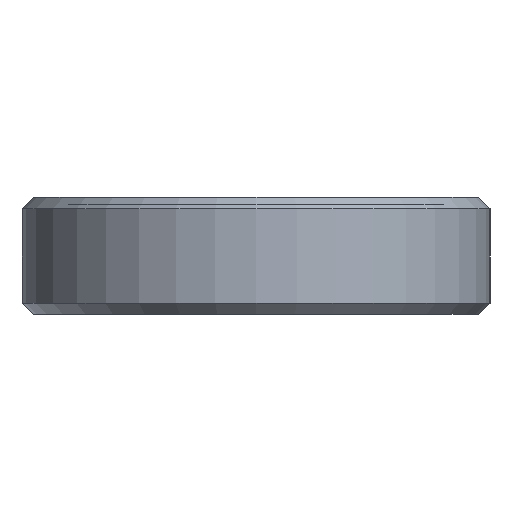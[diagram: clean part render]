
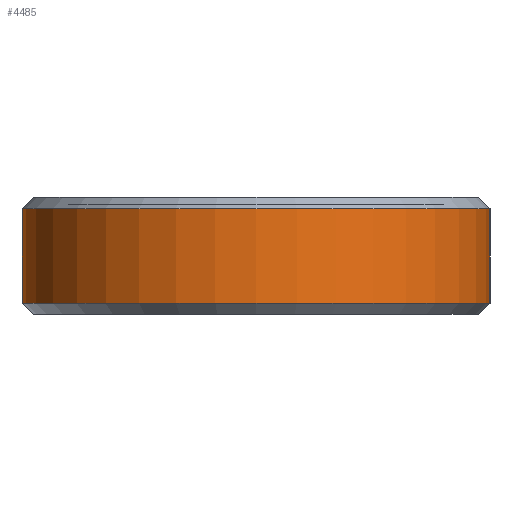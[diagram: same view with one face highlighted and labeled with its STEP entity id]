
A CAD part, left-side view. The second image highlights one B-rep face of the part: STEP entity #4485.
In plain terms, the highlighted cylindrical face has radius 6.25 mm (diameter 12.5 mm), a partial arc.
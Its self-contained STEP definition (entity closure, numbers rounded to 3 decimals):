
#45 = CONICAL_SURFACE('',#46,6.25,0.785);
#46 = AXIS2_PLACEMENT_3D('',#47,#48,#49);
#47 = CARTESIAN_POINT('',(0.,0.,0.3));
#48 = DIRECTION('',(0.,0.,1.));
#49 = DIRECTION('',(0.,1.,0.));
#1632 = VERTEX_POINT('',#1633);
#1633 = CARTESIAN_POINT('',(0.,6.25,0.3));
#1656 = VERTEX_POINT('',#1657);
#1657 = CARTESIAN_POINT('',(0.,-6.25,0.3));
#1678 = EDGE_CURVE('',#1632,#1656,#1679,.T.);
#1679 = SURFACE_CURVE('',#1680,(#1685,#1692),.PCURVE_S1.);
#1680 = CIRCLE('',#1681,6.25);
#1681 = AXIS2_PLACEMENT_3D('',#1682,#1683,#1684);
#1682 = CARTESIAN_POINT('',(0.,0.,0.3));
#1683 = DIRECTION('',(0.,0.,1.));
#1684 = DIRECTION('',(0.,1.,0.));
#1685 = PCURVE('',#45,#1686);
#1686 = DEFINITIONAL_REPRESENTATION('',(#1687),#1691);
#1687 = LINE('',#1688,#1689);
#1688 = CARTESIAN_POINT('',(0.,0.));
#1689 = VECTOR('',#1690,1.);
#1690 = DIRECTION('',(1.,0.));
#1691 = ( GEOMETRIC_REPRESENTATION_CONTEXT(2) 
PARAMETRIC_REPRESENTATION_CONTEXT() REPRESENTATION_CONTEXT('2D SPACE',''
  ) );
#1692 = PCURVE('',#1693,#1698);
#1693 = CYLINDRICAL_SURFACE('',#1694,6.25);
#1694 = AXIS2_PLACEMENT_3D('',#1695,#1696,#1697);
#1695 = CARTESIAN_POINT('',(0.,0.,0.));
#1696 = DIRECTION('',(-0.,-0.,-1.));
#1697 = DIRECTION('',(1.,0.,0.));
#1698 = DEFINITIONAL_REPRESENTATION('',(#1699),#1703);
#1699 = LINE('',#1700,#1701);
#1700 = CARTESIAN_POINT('',(-1.571,-0.3));
#1701 = VECTOR('',#1702,1.);
#1702 = DIRECTION('',(-1.,0.));
#1703 = ( GEOMETRIC_REPRESENTATION_CONTEXT(2) 
PARAMETRIC_REPRESENTATION_CONTEXT() REPRESENTATION_CONTEXT('2D SPACE',''
  ) );
#1747 = PLANE('',#1748);
#1748 = AXIS2_PLACEMENT_3D('',#1749,#1750,#1751);
#1749 = CARTESIAN_POINT('',(0.,6.25,0.));
#1750 = DIRECTION('',(0.,1.,0.));
#1751 = DIRECTION('',(1.,0.,0.));
#1801 = PLANE('',#1802);
#1802 = AXIS2_PLACEMENT_3D('',#1803,#1804,#1805);
#1803 = CARTESIAN_POINT('',(0.,-6.25,0.));
#1804 = DIRECTION('',(0.,1.,0.));
#1805 = DIRECTION('',(1.,0.,0.));
#4485 = ADVANCED_FACE('',(#4486),#1693,.T.);
#4486 = FACE_BOUND('',#4487,.F.);
#4487 = EDGE_LOOP('',(#4488,#4511,#4540,#4561));
#4488 = ORIENTED_EDGE('',*,*,#4489,.T.);
#4489 = EDGE_CURVE('',#1632,#4490,#4492,.T.);
#4490 = VERTEX_POINT('',#4491);
#4491 = CARTESIAN_POINT('',(0.,6.25,2.825));
#4492 = SURFACE_CURVE('',#4493,(#4497,#4504),.PCURVE_S1.);
#4493 = LINE('',#4494,#4495);
#4494 = CARTESIAN_POINT('',(0.,6.25,0.));
#4495 = VECTOR('',#4496,1.);
#4496 = DIRECTION('',(0.,0.,1.));
#4497 = PCURVE('',#1693,#4498);
#4498 = DEFINITIONAL_REPRESENTATION('',(#4499),#4503);
#4499 = LINE('',#4500,#4501);
#4500 = CARTESIAN_POINT('',(-1.571,0.));
#4501 = VECTOR('',#4502,1.);
#4502 = DIRECTION('',(-0.,-1.));
#4503 = ( GEOMETRIC_REPRESENTATION_CONTEXT(2) 
PARAMETRIC_REPRESENTATION_CONTEXT() REPRESENTATION_CONTEXT('2D SPACE',''
  ) );
#4504 = PCURVE('',#1747,#4505);
#4505 = DEFINITIONAL_REPRESENTATION('',(#4506),#4510);
#4506 = LINE('',#4507,#4508);
#4507 = CARTESIAN_POINT('',(0.,0.));
#4508 = VECTOR('',#4509,1.);
#4509 = DIRECTION('',(0.,-1.));
#4510 = ( GEOMETRIC_REPRESENTATION_CONTEXT(2) 
PARAMETRIC_REPRESENTATION_CONTEXT() REPRESENTATION_CONTEXT('2D SPACE',''
  ) );
#4511 = ORIENTED_EDGE('',*,*,#4512,.T.);
#4512 = EDGE_CURVE('',#4490,#4513,#4515,.T.);
#4513 = VERTEX_POINT('',#4514);
#4514 = CARTESIAN_POINT('',(0.,-6.25,2.825));
#4515 = SURFACE_CURVE('',#4516,(#4521,#4528),.PCURVE_S1.);
#4516 = CIRCLE('',#4517,6.25);
#4517 = AXIS2_PLACEMENT_3D('',#4518,#4519,#4520);
#4518 = CARTESIAN_POINT('',(0.,0.,2.825));
#4519 = DIRECTION('',(0.,0.,1.));
#4520 = DIRECTION('',(0.,1.,0.));
#4521 = PCURVE('',#1693,#4522);
#4522 = DEFINITIONAL_REPRESENTATION('',(#4523),#4527);
#4523 = LINE('',#4524,#4525);
#4524 = CARTESIAN_POINT('',(-1.571,-2.825));
#4525 = VECTOR('',#4526,1.);
#4526 = DIRECTION('',(-1.,0.));
#4527 = ( GEOMETRIC_REPRESENTATION_CONTEXT(2) 
PARAMETRIC_REPRESENTATION_CONTEXT() REPRESENTATION_CONTEXT('2D SPACE',''
  ) );
#4528 = PCURVE('',#4529,#4534);
#4529 = CONICAL_SURFACE('',#4530,6.25,0.785);
#4530 = AXIS2_PLACEMENT_3D('',#4531,#4532,#4533);
#4531 = CARTESIAN_POINT('',(0.,0.,2.825));
#4532 = DIRECTION('',(-0.,-0.,-1.));
#4533 = DIRECTION('',(0.,1.,0.));
#4534 = DEFINITIONAL_REPRESENTATION('',(#4535),#4539);
#4535 = LINE('',#4536,#4537);
#4536 = CARTESIAN_POINT('',(-0.,-0.));
#4537 = VECTOR('',#4538,1.);
#4538 = DIRECTION('',(-1.,-0.));
#4539 = ( GEOMETRIC_REPRESENTATION_CONTEXT(2) 
PARAMETRIC_REPRESENTATION_CONTEXT() REPRESENTATION_CONTEXT('2D SPACE',''
  ) );
#4540 = ORIENTED_EDGE('',*,*,#4541,.F.);
#4541 = EDGE_CURVE('',#1656,#4513,#4542,.T.);
#4542 = SURFACE_CURVE('',#4543,(#4547,#4554),.PCURVE_S1.);
#4543 = LINE('',#4544,#4545);
#4544 = CARTESIAN_POINT('',(0.,-6.25,0.));
#4545 = VECTOR('',#4546,1.);
#4546 = DIRECTION('',(0.,0.,1.));
#4547 = PCURVE('',#1693,#4548);
#4548 = DEFINITIONAL_REPRESENTATION('',(#4549),#4553);
#4549 = LINE('',#4550,#4551);
#4550 = CARTESIAN_POINT('',(-4.712,0.));
#4551 = VECTOR('',#4552,1.);
#4552 = DIRECTION('',(-0.,-1.));
#4553 = ( GEOMETRIC_REPRESENTATION_CONTEXT(2) 
PARAMETRIC_REPRESENTATION_CONTEXT() REPRESENTATION_CONTEXT('2D SPACE',''
  ) );
#4554 = PCURVE('',#1801,#4555);
#4555 = DEFINITIONAL_REPRESENTATION('',(#4556),#4560);
#4556 = LINE('',#4557,#4558);
#4557 = CARTESIAN_POINT('',(0.,0.));
#4558 = VECTOR('',#4559,1.);
#4559 = DIRECTION('',(0.,-1.));
#4560 = ( GEOMETRIC_REPRESENTATION_CONTEXT(2) 
PARAMETRIC_REPRESENTATION_CONTEXT() REPRESENTATION_CONTEXT('2D SPACE',''
  ) );
#4561 = ORIENTED_EDGE('',*,*,#1678,.F.);
